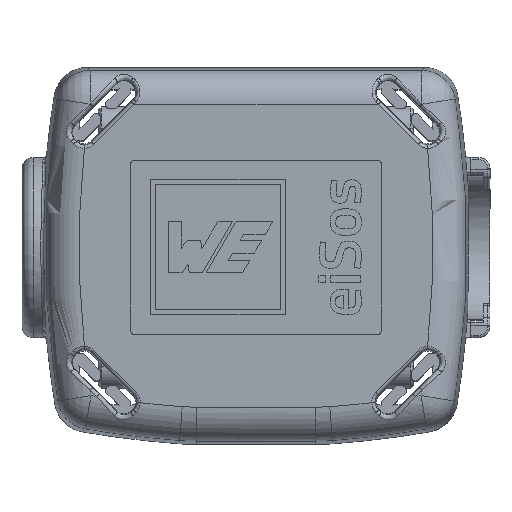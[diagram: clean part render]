
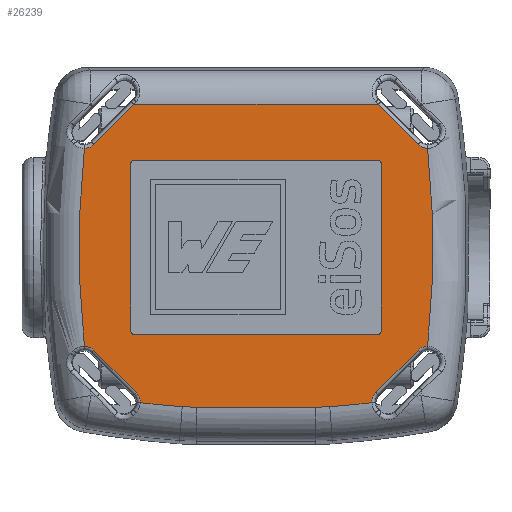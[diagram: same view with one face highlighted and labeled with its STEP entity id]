
A CAD part, top view. The second image highlights one B-rep face of the part: STEP entity #26239.
In plain terms, the highlighted planar face has unit normal (0, 0, 1).
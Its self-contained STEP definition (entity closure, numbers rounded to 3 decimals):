
#530=B_SPLINE_CURVE_WITH_KNOTS('',3,(#39646,#39647,#39648,#39649),
 .UNSPECIFIED.,.F.,.F.,(4,4),(0.,1.),.UNSPECIFIED.);
#732=B_SPLINE_CURVE_WITH_KNOTS('',3,(#42670,#42671,#42672,#42673),
 .UNSPECIFIED.,.F.,.F.,(4,4),(0.,1.),.UNSPECIFIED.);
#1409=CIRCLE('',#26972,87.75);
#1416=CIRCLE('',#27014,82.421);
#1506=CIRCLE('',#27261,87.75);
#1643=CIRCLE('',#27921,0.3);
#1644=CIRCLE('',#27923,0.3);
#1645=CIRCLE('',#27925,0.3);
#1646=CIRCLE('',#27927,0.3);
#1656=CIRCLE('',#28012,82.421);
#1898=ELLIPSE('',#26952,1.203,1.2);
#1899=ELLIPSE('',#26959,1.203,1.2);
#1900=ELLIPSE('',#26963,1.203,1.2);
#2001=ELLIPSE('',#27994,1.203,1.2);
#2004=ELLIPSE('',#28003,1.203,1.2);
#2005=ELLIPSE('',#28010,1.203,1.2);
#6670=ORIENTED_EDGE('',*,*,#12276,.F.);
#6671=ORIENTED_EDGE('',*,*,#12262,.T.);
#6672=ORIENTED_EDGE('',*,*,#12274,.F.);
#6673=ORIENTED_EDGE('',*,*,#12265,.T.);
#6674=ORIENTED_EDGE('',*,*,#12275,.F.);
#6675=ORIENTED_EDGE('',*,*,#12268,.T.);
#6676=ORIENTED_EDGE('',*,*,#12277,.F.);
#6677=ORIENTED_EDGE('',*,*,#12271,.T.);
#6678=ORIENTED_EDGE('',*,*,#12327,.F.);
#6679=ORIENTED_EDGE('',*,*,#12326,.T.);
#6680=ORIENTED_EDGE('',*,*,#10195,.F.);
#6681=ORIENTED_EDGE('',*,*,#10192,.T.);
#6682=ORIENTED_EDGE('',*,*,#10204,.F.);
#6683=ORIENTED_EDGE('',*,*,#11120,.F.);
#6684=ORIENTED_EDGE('',*,*,#12090,.F.);
#6685=ORIENTED_EDGE('',*,*,#12161,.F.);
#6686=ORIENTED_EDGE('',*,*,#10791,.F.);
#6687=ORIENTED_EDGE('',*,*,#10179,.T.);
#6688=ORIENTED_EDGE('',*,*,#12185,.F.);
#6689=ORIENTED_EDGE('',*,*,#12320,.T.);
#6690=ORIENTED_EDGE('',*,*,#10308,.F.);
#6691=ORIENTED_EDGE('',*,*,#10168,.T.);
#6692=ORIENTED_EDGE('',*,*,#10172,.T.);
#6693=ORIENTED_EDGE('',*,*,#11128,.F.);
#6694=ORIENTED_EDGE('',*,*,#10154,.F.);
#6695=ORIENTED_EDGE('',*,*,#12313,.T.);
#10154=EDGE_CURVE('',#14061,#14058,#16571,.T.);
#10168=EDGE_CURVE('',#14075,#14074,#1898,.T.);
#10172=EDGE_CURVE('',#14074,#14077,#16575,.T.);
#10179=EDGE_CURVE('',#14085,#14084,#1899,.T.);
#10192=EDGE_CURVE('',#14093,#14096,#1900,.T.);
#10195=EDGE_CURVE('',#14093,#14098,#16580,.T.);
#10204=EDGE_CURVE('',#14106,#14096,#1409,.T.);
#10308=EDGE_CURVE('',#14075,#14198,#1416,.T.);
#10791=EDGE_CURVE('',#14085,#14533,#1506,.T.);
#11120=EDGE_CURVE('',#14753,#14106,#530,.T.);
#11128=EDGE_CURVE('',#14058,#14077,#17146,.T.);
#12090=EDGE_CURVE('',#15395,#14753,#17814,.T.);
#12161=EDGE_CURVE('',#14533,#15395,#732,.T.);
#12185=EDGE_CURVE('',#15427,#14084,#17882,.T.);
#12262=EDGE_CURVE('',#15443,#15444,#1643,.T.);
#12265=EDGE_CURVE('',#15445,#15446,#1644,.T.);
#12268=EDGE_CURVE('',#15447,#15448,#1645,.T.);
#12271=EDGE_CURVE('',#15449,#15450,#1646,.T.);
#12274=EDGE_CURVE('',#15445,#15444,#17937,.T.);
#12275=EDGE_CURVE('',#15447,#15446,#17938,.T.);
#12276=EDGE_CURVE('',#15443,#15450,#17939,.T.);
#12277=EDGE_CURVE('',#15449,#15448,#17940,.T.);
#12313=EDGE_CURVE('',#14061,#14055,#2001,.T.);
#12320=EDGE_CURVE('',#15427,#14198,#2004,.T.);
#12326=EDGE_CURVE('',#14092,#14098,#2005,.T.);
#12327=EDGE_CURVE('',#14092,#14055,#1656,.T.);
#14055=VERTEX_POINT('',#36293);
#14058=VERTEX_POINT('',#36318);
#14061=VERTEX_POINT('',#36329);
#14074=VERTEX_POINT('',#36428);
#14075=VERTEX_POINT('',#36430);
#14077=VERTEX_POINT('',#36442);
#14084=VERTEX_POINT('',#36461);
#14085=VERTEX_POINT('',#36463);
#14092=VERTEX_POINT('',#36576);
#14093=VERTEX_POINT('',#36591);
#14096=VERTEX_POINT('',#36602);
#14098=VERTEX_POINT('',#36610);
#14106=VERTEX_POINT('',#36648);
#14198=VERTEX_POINT('',#36949);
#14533=VERTEX_POINT('',#38932);
#14753=VERTEX_POINT('',#39645);
#15395=VERTEX_POINT('',#42480);
#15427=VERTEX_POINT('',#42877);
#15443=VERTEX_POINT('',#44079);
#15444=VERTEX_POINT('',#44080);
#15445=VERTEX_POINT('',#44085);
#15446=VERTEX_POINT('',#44086);
#15447=VERTEX_POINT('',#44091);
#15448=VERTEX_POINT('',#44092);
#15449=VERTEX_POINT('',#44097);
#15450=VERTEX_POINT('',#44098);
#16571=LINE('',#36331,#19082);
#16575=LINE('',#36444,#19086);
#16580=LINE('',#36612,#19091);
#17146=LINE('',#39687,#19657);
#17814=LINE('',#42481,#20325);
#17882=LINE('',#42878,#20393);
#17937=LINE('',#44102,#20448);
#17938=LINE('',#44104,#20449);
#17939=LINE('',#44106,#20450);
#17940=LINE('',#44108,#20451);
#19082=VECTOR('',#29125,1000.);
#19086=VECTOR('',#29149,1000.);
#19091=VECTOR('',#29174,1000.);
#19657=VECTOR('',#30604,1000.);
#20325=VECTOR('',#32096,1000.);
#20393=VECTOR('',#32270,1000.);
#20448=VECTOR('',#32459,1000.);
#20449=VECTOR('',#32462,1000.);
#20450=VECTOR('',#32465,1000.);
#20451=VECTOR('',#32468,1000.);
#22370=EDGE_LOOP('',(#6670,#6671,#6672,#6673,#6674,#6675,#6676,#6677));
#22371=EDGE_LOOP('',(#6678,#6679,#6680,#6681,#6682,#6683,#6684,#6685,#6686,
#6687,#6688,#6689,#6690,#6691,#6692,#6693,#6694,#6695));
#23923=FACE_BOUND('',#22370,.T.);
#23924=FACE_BOUND('',#22371,.T.);
#25056=PLANE('',#28013);
#26239=ADVANCED_FACE('',(#23923,#23924),#25056,.F.);
#26952=AXIS2_PLACEMENT_3D('',#36429,#29143,#29144);
#26959=AXIS2_PLACEMENT_3D('',#36462,#29161,#29162);
#26963=AXIS2_PLACEMENT_3D('',#36603,#29169,#29170);
#26972=AXIS2_PLACEMENT_3D('',#36649,#29189,#29190);
#27014=AXIS2_PLACEMENT_3D('',#36948,#29326,#29327);
#27261=AXIS2_PLACEMENT_3D('',#38931,#30064,#30065);
#27921=AXIS2_PLACEMENT_3D('',#44078,#32435,#32436);
#27923=AXIS2_PLACEMENT_3D('',#44084,#32441,#32442);
#27925=AXIS2_PLACEMENT_3D('',#44090,#32447,#32448);
#27927=AXIS2_PLACEMENT_3D('',#44096,#32453,#32454);
#27994=AXIS2_PLACEMENT_3D('',#44253,#32614,#32615);
#28003=AXIS2_PLACEMENT_3D('',#44662,#32632,#32633);
#28010=AXIS2_PLACEMENT_3D('',#45155,#32646,#32647);
#28012=AXIS2_PLACEMENT_3D('',#45223,#32650,#32651);
#28013=AXIS2_PLACEMENT_3D('',#45224,#32652,#32653);
#29125=DIRECTION('',(0.707,0.707,0.));
#29143=DIRECTION('',(0.,0.,-1.));
#29144=DIRECTION('',(0.,-1.,0.));
#29149=DIRECTION('',(-0.707,0.707,0.));
#29161=DIRECTION('',(0.,0.,-1.));
#29162=DIRECTION('',(-1.,0.,0.));
#29169=DIRECTION('',(0.,0.,-1.));
#29170=DIRECTION('',(1.,0.,0.));
#29174=DIRECTION('',(-0.707,0.707,0.));
#29189=DIRECTION('',(0.,0.,-1.));
#29190=DIRECTION('',(-0.16,-0.987,0.));
#29326=DIRECTION('',(0.,0.,-1.));
#29327=DIRECTION('',(0.988,0.154,0.));
#30064=DIRECTION('',(0.,0.,-1.));
#30065=DIRECTION('',(0.118,-0.993,0.));
#30604=DIRECTION('',(1.,0.,0.));
#32096=DIRECTION('',(-1.,0.,0.));
#32270=DIRECTION('',(-0.707,-0.707,0.));
#32435=DIRECTION('',(0.,0.,-1.));
#32436=DIRECTION('',(-1.,0.,0.));
#32441=DIRECTION('',(0.,0.,-1.));
#32442=DIRECTION('',(-1.,0.,0.));
#32447=DIRECTION('',(0.,0.,-1.));
#32448=DIRECTION('',(-1.,0.,0.));
#32453=DIRECTION('',(0.,0.,-1.));
#32454=DIRECTION('',(-1.,0.,0.));
#32459=DIRECTION('',(1.,0.,0.));
#32462=DIRECTION('',(0.,-1.,0.));
#32465=DIRECTION('',(0.,1.,0.));
#32468=DIRECTION('',(-1.,0.,0.));
#32614=DIRECTION('',(0.,0.,-1.));
#32615=DIRECTION('',(0.,-1.,0.));
#32632=DIRECTION('',(0.,0.,-1.));
#32633=DIRECTION('',(0.,1.,0.));
#32646=DIRECTION('',(0.,0.,-1.));
#32647=DIRECTION('',(0.,1.,0.));
#32650=DIRECTION('',(0.,0.,-1.));
#32651=DIRECTION('',(-0.987,-0.16,0.));
#32652=DIRECTION('',(0.,0.,-1.));
#32653=DIRECTION('',(0.,-1.,0.));
#36293=CARTESIAN_POINT('',(-15.255,-8.707,11.2));
#36318=CARTESIAN_POINT('',(-10.846,-4.781,11.2));
#36329=CARTESIAN_POINT('',(-14.42,-8.356,11.2));
#36331=CARTESIAN_POINT('',(-14.431,-8.366,11.2));
#36428=CARTESIAN_POINT('',(14.42,-8.356,11.2));
#36429=CARTESIAN_POINT('',(15.268,-7.504,11.2));
#36430=CARTESIAN_POINT('',(15.255,-8.707,11.2));
#36442=CARTESIAN_POINT('',(10.846,-4.781,11.2));
#36444=CARTESIAN_POINT('',(11.047,-4.983,11.2));
#36461=CARTESIAN_POINT('',(10.644,-30.42,11.2));
#36462=CARTESIAN_POINT('',(11.496,-31.268,11.2));
#36463=CARTESIAN_POINT('',(10.294,-31.311,11.2));
#36576=CARTESIAN_POINT('',(-15.255,-26.293,11.2));
#36591=CARTESIAN_POINT('',(-10.644,-30.42,11.2));
#36602=CARTESIAN_POINT('',(-10.294,-31.311,11.2));
#36603=CARTESIAN_POINT('',(-11.496,-31.268,11.2));
#36610=CARTESIAN_POINT('',(-14.42,-26.644,11.2));
#36612=CARTESIAN_POINT('',(-48.449,7.384,11.2));
#36648=CARTESIAN_POINT('',(-6.559,-31.671,11.2));
#36649=CARTESIAN_POINT('',(0.,55.833,11.2));
#36948=CARTESIAN_POINT('',(-66.696,-17.5,11.2));
#36949=CARTESIAN_POINT('',(15.255,-26.293,11.2));
#38931=CARTESIAN_POINT('',(0.,55.833,11.2));
#38932=CARTESIAN_POINT('',(6.559,-31.671,11.2));
#39645=CARTESIAN_POINT('',(-5.289,-31.719,11.2));
#39646=CARTESIAN_POINT('',(-5.289,-31.719,11.2));
#39647=CARTESIAN_POINT('',(-5.712,-31.719,11.2));
#39648=CARTESIAN_POINT('',(-6.136,-31.703,11.2));
#39649=CARTESIAN_POINT('',(-6.559,-31.671,11.2));
#39687=CARTESIAN_POINT('',(0.,-4.781,11.2));
#42480=CARTESIAN_POINT('',(5.289,-31.719,11.2));
#42481=CARTESIAN_POINT('',(0.,-31.719,11.2));
#42670=CARTESIAN_POINT('',(6.559,-31.671,11.2));
#42671=CARTESIAN_POINT('',(6.138,-31.703,11.2));
#42672=CARTESIAN_POINT('',(5.715,-31.719,11.2));
#42673=CARTESIAN_POINT('',(5.289,-31.719,11.2));
#42877=CARTESIAN_POINT('',(14.42,-26.644,11.2));
#42878=CARTESIAN_POINT('',(48.449,7.384,11.2));
#44078=CARTESIAN_POINT('',(10.825,-24.95,11.2));
#44079=CARTESIAN_POINT('',(11.125,-24.95,11.2));
#44080=CARTESIAN_POINT('',(10.825,-25.25,11.2));
#44084=CARTESIAN_POINT('',(-10.825,-24.95,11.2));
#44085=CARTESIAN_POINT('',(-10.825,-25.25,11.2));
#44086=CARTESIAN_POINT('',(-11.125,-24.95,11.2));
#44090=CARTESIAN_POINT('',(-10.825,-10.05,11.2));
#44091=CARTESIAN_POINT('',(-11.125,-10.05,11.2));
#44092=CARTESIAN_POINT('',(-10.825,-9.75,11.2));
#44096=CARTESIAN_POINT('',(10.825,-10.05,11.2));
#44097=CARTESIAN_POINT('',(10.825,-9.75,11.2));
#44098=CARTESIAN_POINT('',(11.125,-10.05,11.2));
#44102=CARTESIAN_POINT('',(-11.375,-25.25,11.2));
#44104=CARTESIAN_POINT('',(-11.125,-9.5,11.2));
#44106=CARTESIAN_POINT('',(11.125,-25.5,11.2));
#44108=CARTESIAN_POINT('',(11.375,-9.75,11.2));
#44253=CARTESIAN_POINT('',(-15.268,-7.504,11.2));
#44662=CARTESIAN_POINT('',(15.268,-27.496,11.2));
#45155=CARTESIAN_POINT('',(-15.268,-27.496,11.2));
#45223=CARTESIAN_POINT('',(66.696,-17.5,11.2));
#45224=CARTESIAN_POINT('',(0.,55.833,11.2));
